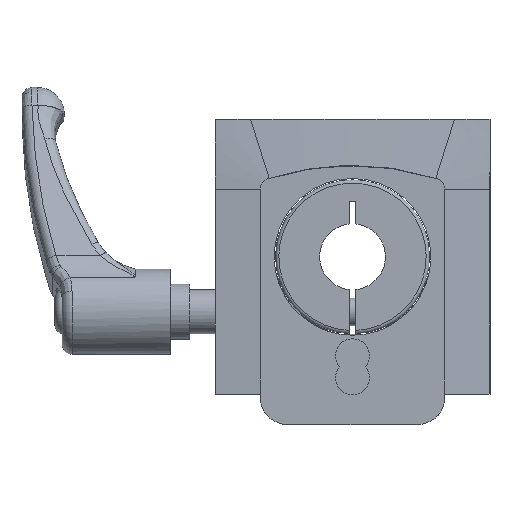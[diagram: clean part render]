
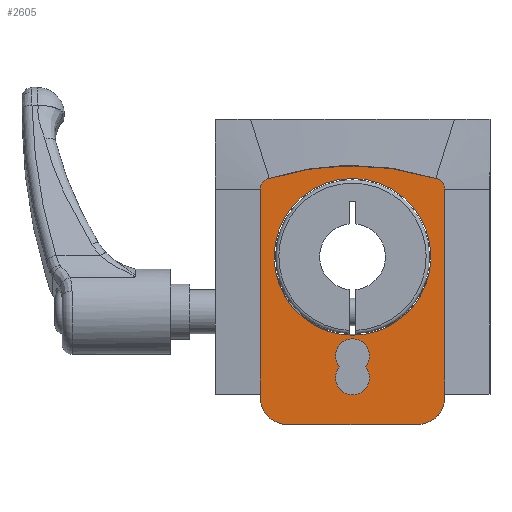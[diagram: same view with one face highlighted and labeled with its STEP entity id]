
A CAD part, front view. The second image highlights one B-rep face of the part: STEP entity #2605.
In plain terms, the highlighted planar face has unit normal (0, -1, 0).
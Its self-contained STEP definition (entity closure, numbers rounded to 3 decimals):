
#197=PLANE('',#3404);
#352=LINE('',#4877,#539);
#357=LINE('',#4889,#544);
#361=LINE('',#4899,#548);
#539=VECTOR('',#3844,1000.);
#544=VECTOR('',#3855,1000.);
#548=VECTOR('',#3865,1000.);
#934=ORIENTED_EDGE('',*,*,#1353,.T.);
#935=ORIENTED_EDGE('',*,*,#1349,.T.);
#936=ORIENTED_EDGE('',*,*,#1509,.F.);
#937=ORIENTED_EDGE('',*,*,#1524,.T.);
#938=ORIENTED_EDGE('',*,*,#1528,.T.);
#939=ORIENTED_EDGE('',*,*,#1531,.T.);
#940=ORIENTED_EDGE('',*,*,#1520,.F.);
#941=ORIENTED_EDGE('',*,*,#1517,.F.);
#942=ORIENTED_EDGE('',*,*,#1515,.F.);
#943=ORIENTED_EDGE('',*,*,#1513,.F.);
#944=ORIENTED_EDGE('',*,*,#1416,.T.);
#1349=EDGE_CURVE('',#1725,#1726,#1976,.T.);
#1353=EDGE_CURVE('',#1726,#1725,#1978,.T.);
#1416=EDGE_CURVE('',#1787,#1787,#1988,.T.);
#1509=EDGE_CURVE('',#1839,#1840,#352,.T.);
#1513=EDGE_CURVE('',#1840,#1842,#1990,.T.);
#1515=EDGE_CURVE('',#1842,#1843,#357,.F.);
#1517=EDGE_CURVE('',#1843,#1844,#1991,.T.);
#1520=EDGE_CURVE('',#1844,#1846,#361,.T.);
#1524=EDGE_CURVE('',#1839,#1848,#1992,.F.);
#1528=EDGE_CURVE('',#1848,#1852,#1993,.F.);
#1531=EDGE_CURVE('',#1852,#1846,#1994,.F.);
#1725=VERTEX_POINT('',#4247);
#1726=VERTEX_POINT('',#4248);
#1787=VERTEX_POINT('',#4518);
#1839=VERTEX_POINT('',#4878);
#1840=VERTEX_POINT('',#4879);
#1842=VERTEX_POINT('',#4886);
#1843=VERTEX_POINT('',#4890);
#1844=VERTEX_POINT('',#4894);
#1846=VERTEX_POINT('',#4900);
#1848=VERTEX_POINT('',#4910);
#1852=VERTEX_POINT('',#4928);
#1976=CIRCLE('',#3318,3.1);
#1978=CIRCLE('',#3321,3.1);
#1988=CIRCLE('',#3342,14.25);
#1990=CIRCLE('',#3393,5.);
#1991=CIRCLE('',#3396,5.);
#1992=CIRCLE('',#3399,2.);
#1993=CIRCLE('',#3401,50.);
#1994=CIRCLE('',#3403,2.);
#2169=EDGE_LOOP('',(#934,#935));
#2170=EDGE_LOOP('',(#936,#937,#938,#939,#940,#941,#942,#943));
#2171=EDGE_LOOP('',(#944));
#2374=FACE_BOUND('',#2169,.T.);
#2375=FACE_BOUND('',#2170,.T.);
#2376=FACE_BOUND('',#2171,.T.);
#2605=ADVANCED_FACE('',(#2374,#2375,#2376),#197,.F.);
#3318=AXIS2_PLACEMENT_3D('',#4246,#3567,#3568);
#3321=AXIS2_PLACEMENT_3D('',#4255,#3575,#3576);
#3342=AXIS2_PLACEMENT_3D('',#4517,#3659,#3660);
#3393=AXIS2_PLACEMENT_3D('',#4885,#3850,#3851);
#3396=AXIS2_PLACEMENT_3D('',#4893,#3859,#3860);
#3399=AXIS2_PLACEMENT_3D('',#4911,#3870,#3871);
#3401=AXIS2_PLACEMENT_3D('',#4929,#3875,#3876);
#3403=AXIS2_PLACEMENT_3D('',#4940,#3879,#3880);
#3404=AXIS2_PLACEMENT_3D('',#4941,#3881,#3882);
#3567=DIRECTION('',(0.,1.,0.));
#3568=DIRECTION('',(0.,0.,1.));
#3575=DIRECTION('',(0.,1.,0.));
#3576=DIRECTION('',(0.,0.,-1.));
#3659=DIRECTION('',(0.,1.,0.));
#3660=DIRECTION('',(0.,0.,1.));
#3844=DIRECTION('',(0.,0.,-1.));
#3850=DIRECTION('',(0.,1.,0.));
#3851=DIRECTION('',(0.,0.,1.));
#3855=DIRECTION('',(1.,0.,0.));
#3859=DIRECTION('',(0.,1.,0.));
#3860=DIRECTION('',(0.,0.,1.));
#3865=DIRECTION('',(0.,0.,1.));
#3870=DIRECTION('',(0.,1.,0.));
#3871=DIRECTION('',(0.,0.,1.));
#3875=DIRECTION('',(0.,1.,0.));
#3876=DIRECTION('',(0.,0.,1.));
#3879=DIRECTION('',(0.,1.,0.));
#3880=DIRECTION('',(0.,0.,1.));
#3881=DIRECTION('',(0.,1.,0.));
#3882=DIRECTION('',(0.,0.,1.));
#4246=CARTESIAN_POINT('',(0.,0.93,-22.));
#4247=CARTESIAN_POINT('',(2.369,0.93,-20.));
#4248=CARTESIAN_POINT('',(-2.369,0.93,-20.));
#4255=CARTESIAN_POINT('',(0.,0.93,-18.));
#4517=CARTESIAN_POINT('',(0.,0.93,0.));
#4518=CARTESIAN_POINT('',(0.,0.93,14.25));
#4877=CARTESIAN_POINT('',(16.8,0.93,-25.5));
#4878=CARTESIAN_POINT('',(16.8,0.93,12.258));
#4879=CARTESIAN_POINT('',(16.8,0.93,-25.5));
#4885=CARTESIAN_POINT('',(11.8,0.93,-25.5));
#4886=CARTESIAN_POINT('',(11.8,0.93,-30.5));
#4889=CARTESIAN_POINT('',(0.,0.93,-30.5));
#4890=CARTESIAN_POINT('',(-11.8,0.93,-30.5));
#4893=CARTESIAN_POINT('',(-11.8,0.93,-25.5));
#4894=CARTESIAN_POINT('',(-16.8,0.93,-25.5));
#4899=CARTESIAN_POINT('',(-16.8,0.93,-25.));
#4900=CARTESIAN_POINT('',(-16.8,0.93,12.258));
#4910=CARTESIAN_POINT('',(15.417,0.93,14.16));
#4911=CARTESIAN_POINT('',(14.8,0.93,12.258));
#4928=CARTESIAN_POINT('',(-15.417,0.93,14.16));
#4929=CARTESIAN_POINT('',(0.,0.93,-33.404));
#4940=CARTESIAN_POINT('',(-14.8,0.93,12.258));
#4941=CARTESIAN_POINT('',(0.,0.93,0.));
